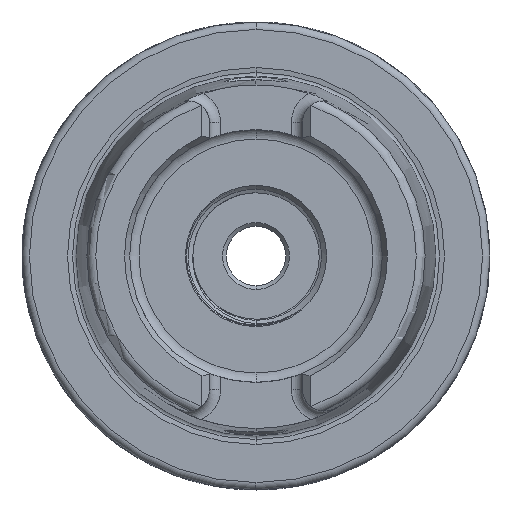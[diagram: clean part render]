
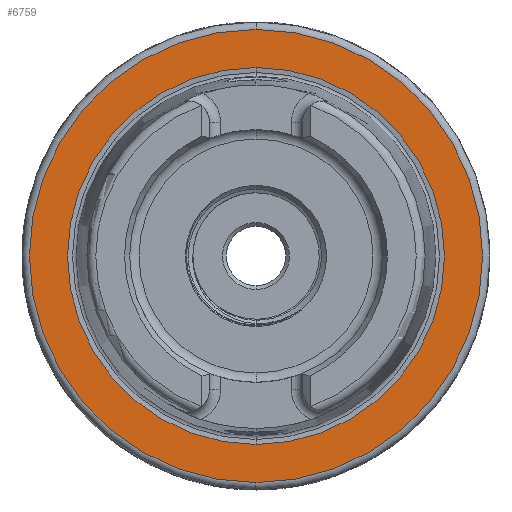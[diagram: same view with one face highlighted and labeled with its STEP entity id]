
A CAD part, left-side view. The second image highlights one B-rep face of the part: STEP entity #6759.
In plain terms, the highlighted planar face has unit normal (-1, 0, 0).
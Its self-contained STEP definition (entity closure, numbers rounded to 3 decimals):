
#7 = EDGE_CURVE ( 'NONE', #1097, #1034, #2958, .T. ) ;
#39 = EDGE_CURVE ( 'NONE', #1093, #1115, #2992, .T. ) ;
#816 = EDGE_LOOP ( 'NONE', ( #3422, #3425 ) ) ;
#823 = EDGE_LOOP ( 'NONE', ( #3414, #3400 ) ) ;
#1034 = VERTEX_POINT ( 'NONE', #12111 ) ;
#1093 = VERTEX_POINT ( 'NONE', #12263 ) ;
#1097 = VERTEX_POINT ( 'NONE', #12202 ) ;
#1115 = VERTEX_POINT ( 'NONE', #12248 ) ;
#1375 = DIRECTION ( 'NONE',  ( 0., 0., -1. ) ) ;
#1376 = DIRECTION ( 'NONE',  ( 1., 0., 0. ) ) ;
#1383 = CARTESIAN_POINT ( 'NONE',  ( 0., 0., 0. ) ) ;
#1703 = DIRECTION ( 'NONE',  ( -1., 0., 0. ) ) ;
#1720 = CARTESIAN_POINT ( 'NONE',  ( 0., 0., 0. ) ) ;
#1724 = DIRECTION ( 'NONE',  ( 0., 0., 1. ) ) ;
#2228 = AXIS2_PLACEMENT_3D ( 'NONE', #12666, #12606, #12633 ) ;
#2237 = AXIS2_PLACEMENT_3D ( 'NONE', #12574, #12506, #12557 ) ;
#2312 = AXIS2_PLACEMENT_3D ( 'NONE', #9747, #9767, #9789 ) ;
#2548 = EDGE_CURVE ( 'NONE', #1034, #1097, #8259, .T. ) ;
#2557 = EDGE_CURVE ( 'NONE', #1115, #1093, #8256, .T. ) ;
#2681 = AXIS2_PLACEMENT_3D ( 'NONE', #1383, #1376, #1375 ) ;
#2750 = AXIS2_PLACEMENT_3D ( 'NONE', #1720, #1703, #1724 ) ;
#2958 = CIRCLE ( 'NONE', #2681, 25.369 ) ;
#2992 = CIRCLE ( 'NONE', #2750, 30.5 ) ;
#3400 = ORIENTED_EDGE ( 'NONE', *, *, #7, .T. ) ;
#3414 = ORIENTED_EDGE ( 'NONE', *, *, #2548, .T. ) ;
#3422 = ORIENTED_EDGE ( 'NONE', *, *, #2557, .T. ) ;
#3425 = ORIENTED_EDGE ( 'NONE', *, *, #39, .T. ) ;
#6759 = ADVANCED_FACE ( 'NONE', ( #7472, #7506 ), #9746, .T. ) ;
#7472 = FACE_OUTER_BOUND ( 'NONE', #816, .T. ) ;
#7506 = FACE_BOUND ( 'NONE', #823, .T. ) ;
#8256 = CIRCLE ( 'NONE', #2228, 30.5 ) ;
#8259 = CIRCLE ( 'NONE', #2237, 25.369 ) ;
#9746 = PLANE ( 'NONE',  #2312 ) ;
#9747 = CARTESIAN_POINT ( 'NONE',  ( 0., 25.369, 0. ) ) ;
#9767 = DIRECTION ( 'NONE',  ( -1., 0., 0. ) ) ;
#9789 = DIRECTION ( 'NONE',  ( 0., 0., 1. ) ) ;
#12111 = CARTESIAN_POINT ( 'NONE',  ( 0., 0., 25.369 ) ) ;
#12202 = CARTESIAN_POINT ( 'NONE',  ( 0., 0., -25.369 ) ) ;
#12248 = CARTESIAN_POINT ( 'NONE',  ( 0., 0., 30.5 ) ) ;
#12263 = CARTESIAN_POINT ( 'NONE',  ( 0., 0., -30.5 ) ) ;
#12506 = DIRECTION ( 'NONE',  ( 1., 0., 0. ) ) ;
#12557 = DIRECTION ( 'NONE',  ( 0., 0., -1. ) ) ;
#12574 = CARTESIAN_POINT ( 'NONE',  ( 0., 0., 0. ) ) ;
#12606 = DIRECTION ( 'NONE',  ( -1., 0., 0. ) ) ;
#12633 = DIRECTION ( 'NONE',  ( 0., 0., 1. ) ) ;
#12666 = CARTESIAN_POINT ( 'NONE',  ( 0., 0., 0. ) ) ;
